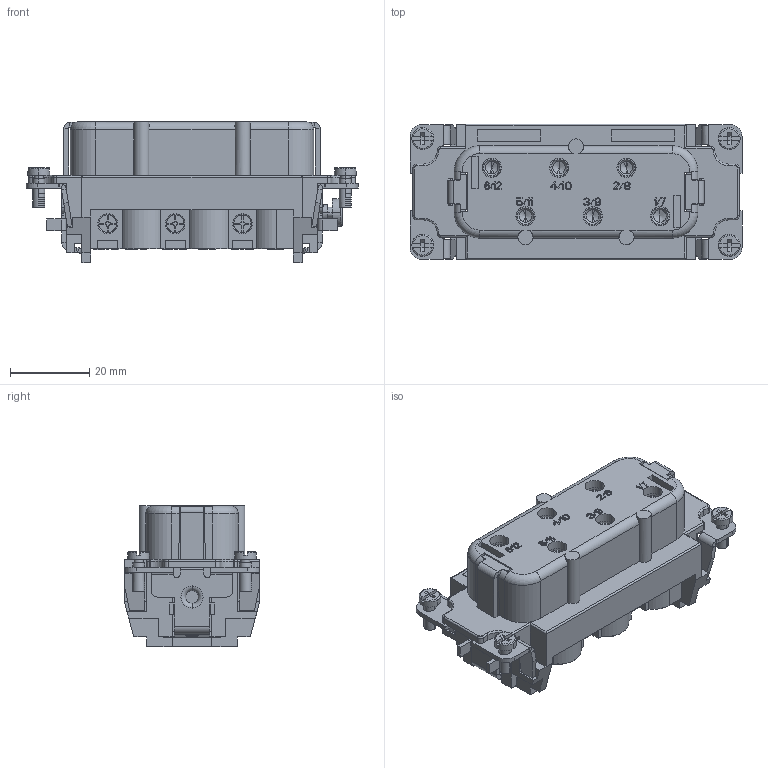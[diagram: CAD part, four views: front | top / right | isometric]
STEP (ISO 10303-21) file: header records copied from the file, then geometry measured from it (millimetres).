
FILE_DESCRIPTION((''),'2;1');
FILE_NAME('CZ','2017-09-01T',('tl.yang'),(''),'PRO/ENGINEER BY PARAMETRIC TECHNOLOGY CORPORATION, 2011500','PRO/ENGINEER BY PARAMETRIC TECHNOLOGY CORPORATION, 2011500','');
FILE_SCHEMA(('CONFIG_CONTROL_DESIGN'));
Products named in the file (1): CZ
Bounding box: 83.95 x 34.27 x 35.72 mm (x, y, z)
Volume: 44326.1 mm3; surface area: 28699.4 mm2
Topology: 1 solids, 1 shells, 2317 faces, 6783 edges, 4477 vertices
Faces by surface type: plane 1749, cylinder 401, cone 85, torus 60, bspline 22
Entity records: 78680 total; most frequent: CARTESIAN_POINT 16909, ORIENTED_EDGE 13518, DIRECTION 12014, EDGE_CURVE 6759, VECTOR 5146, LINE 5146, VERTEX_POINT 4477, AXIS2_PLACEMENT_3D 3434
